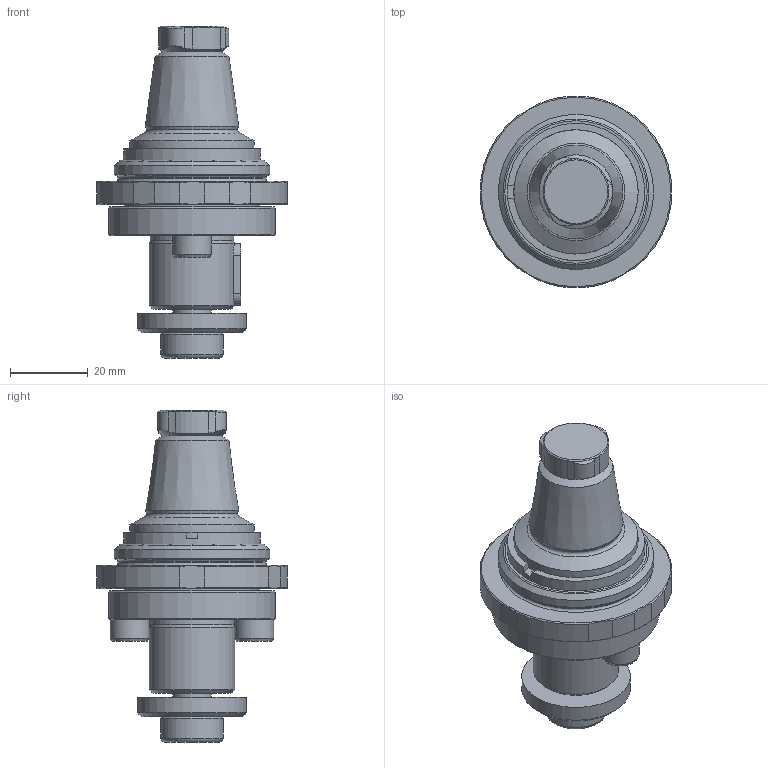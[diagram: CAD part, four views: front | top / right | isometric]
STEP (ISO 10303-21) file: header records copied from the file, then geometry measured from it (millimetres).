
FILE_DESCRIPTION(/* description */ ('Unknown'),/* implementation_level */ '2;1');
FILE_NAME(/* name */ '320225022',/* time_stamp */ '2020-07-10T11:15:22+02:00',/* author */ ('WTO KS'),/* organization */ ('WTO'),/* preprocessor_version */ 'ST-DEVELOPER v16.7',/* originating_system */ 'DEX',/* authorisation */ $);
FILE_SCHEMA (('AUTOMOTIVE_DESIGN {1 0 10303 214 3 1 1}'));
Length unit declared in the file: millimetre
Products named in the file (1): 091073_320225022_vereinfacht_STP_00415486
Bounding box: 49 x 49 x 85.5 mm (x, y, z)
Volume: 56780 mm3; surface area: 14009.2 mm2
Topology: 1 solids, 1 shells, 112 faces, 278 edges, 174 vertices
Faces by surface type: cylinder 50, plane 35, cone 21, torus 6
Full cylindrical faces by diameter (mm): 10 x3, 16 x1, 21.6 x1, 22 x1, 28 x1, 30 x1, 30.8 x1, 32 x1, 35 x1, 35.4 x1, 38.1 x1, 40 x1, 43 x1
Entity records: 3083 total; most frequent: CARTESIAN_POINT 697, DIRECTION 479, ORIENTED_EDGE 448, EDGE_CURVE 224, AXIS2_PLACEMENT_3D 204, EDGE_LOOP 160, FACE_BOUND 160, VERTEX_POINT 158
